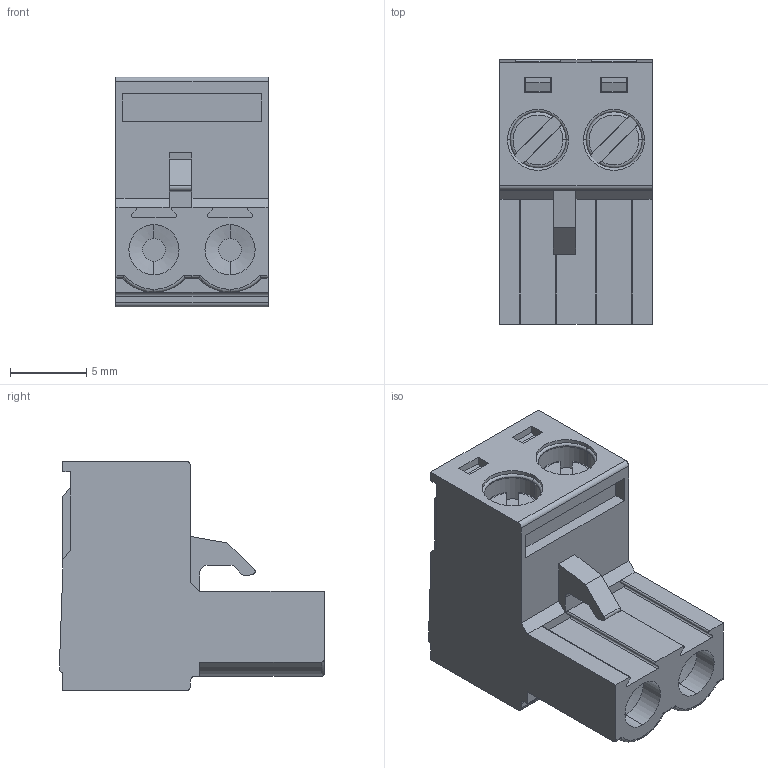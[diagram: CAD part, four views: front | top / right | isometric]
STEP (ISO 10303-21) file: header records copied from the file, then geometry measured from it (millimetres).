
FILE_DESCRIPTION (( 'STEP AP214' ), '1' );
FILE_NAME ('2EDGK-5.0-02P-14-00AH.STEP', '2021-02-16T19:56:13', ( '' ), ( '' ), 'SwSTEP 2.0', 'SolidWorks 2020', '' );
FILE_SCHEMA (( 'AUTOMOTIVE_DESIGN' ));
Length unit declared in the file: millimetre
Products named in the file (1): 2EDGK-5.0-02P-14-00AH
Bounding box: 10 x 17.4 x 15.1 mm (x, y, z)
Volume: 1428 mm3; surface area: 1572.1 mm2
Topology: 1 solids, 1 shells, 473 faces, 1237 edges, 810 vertices
Faces by surface type: plane 290, bspline 115, cylinder 42, torus 18, cone 8
Entity records: 23840 total; most frequent: CARTESIAN_POINT 9620, ORIENTED_EDGE 2474, DIRECTION 1810, EDGE_CURVE 1237, LINE 858, VECTOR 858, VERTEX_POINT 810, EDGE_LOOP 517
